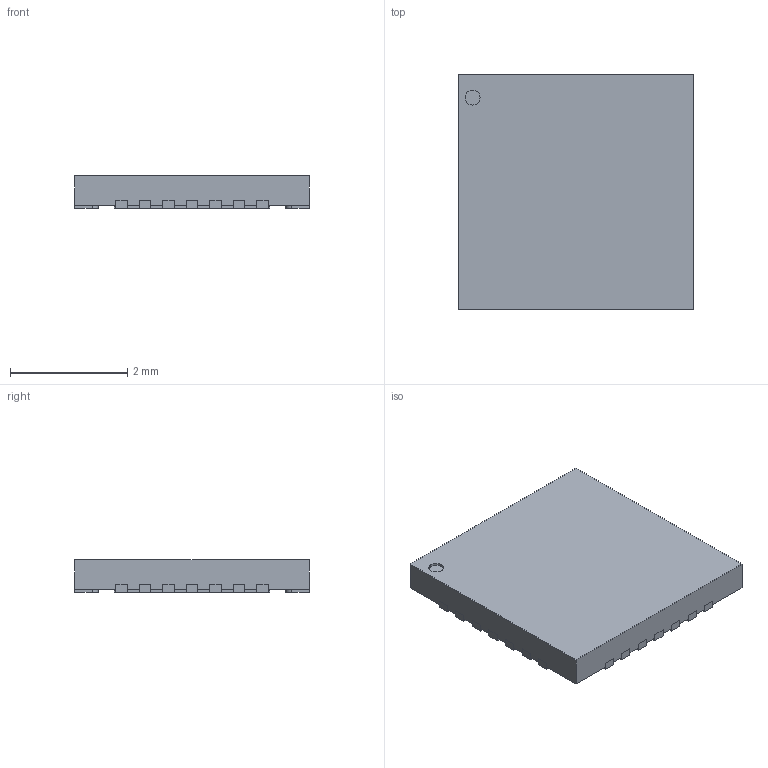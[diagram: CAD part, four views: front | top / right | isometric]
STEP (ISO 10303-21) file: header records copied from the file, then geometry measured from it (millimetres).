
FILE_DESCRIPTION(/* description */ (''),/* implementation_level */ '2;1');
FILE_NAME(/* name */ '28-QFN.step',/* time_stamp */ '2021-08-13T13:27:08+08:00',/* author */ (''),/* organization */ (''),/* preprocessor_version */ 'ST-DEVELOPER v18.1',/* originating_system */ 'Autodesk Translation Framework v10.9.0.1377',/* authorisation */ '');
FILE_SCHEMA (('AUTOMOTIVE_DESIGN { 1 0 10303 214 3 1 1 }'));
Length unit declared in the file: millimetre
Products named in the file (1): (Unsaved)
Bounding box: 4 x 4 x 0.55 mm (x, y, z)
Volume: 8.5 mm3; surface area: 64.3 mm2
Topology: 30 solids, 30 shells, 294 faces, 699 edges, 466 vertices
Faces by surface type: plane 237, cylinder 57
Full cylindrical faces by diameter (mm): 0.252 x1
Entity records: 8443 total; most frequent: CARTESIAN_POINT 1460, DIRECTION 1403, ORIENTED_EDGE 1398, EDGE_CURVE 699, LINE 585, VECTOR 585, VERTEX_POINT 466, AXIS2_PLACEMENT_3D 409
